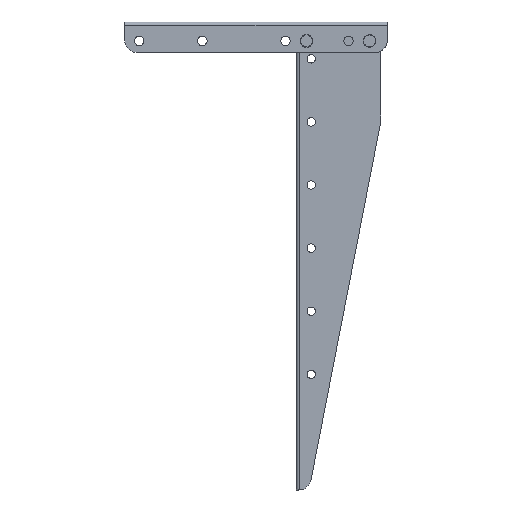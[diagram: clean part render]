
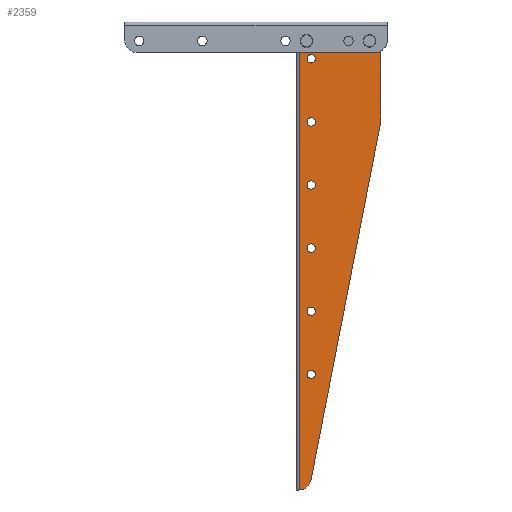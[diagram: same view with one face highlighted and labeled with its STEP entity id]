
A CAD part, left-side view. The second image highlights one B-rep face of the part: STEP entity #2359.
In plain terms, the highlighted planar face has unit normal (-1, 0, 0).
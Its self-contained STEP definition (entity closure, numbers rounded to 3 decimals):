
#54 = LINE ( 'NONE', #3522, #264 ) ;
#57 = LINE ( 'NONE', #563, #141 ) ;
#141 = VECTOR ( 'NONE', #582, 1000. ) ;
#203 = CIRCLE ( 'NONE', #1011, 4. ) ;
#264 = VECTOR ( 'NONE', #3519, 1000. ) ;
#279 = CIRCLE ( 'NONE', #1014, 4. ) ;
#353 = ORIENTED_EDGE ( 'NONE', *, *, #969, .T. ) ;
#396 = ORIENTED_EDGE ( 'NONE', *, *, #4372, .T. ) ;
#414 = ORIENTED_EDGE ( 'NONE', *, *, #2977, .T. ) ;
#456 = ORIENTED_EDGE ( 'NONE', *, *, #3497, .T. ) ;
#492 = ORIENTED_EDGE ( 'NONE', *, *, #968, .T. ) ;
#522 = ORIENTED_EDGE ( 'NONE', *, *, #4036, .T. ) ;
#525 = ORIENTED_EDGE ( 'NONE', *, *, #3491, .T. ) ;
#562 = DIRECTION ( 'NONE',  ( 0., 0., -1. ) ) ;
#563 = CARTESIAN_POINT ( 'NONE',  ( -22., -46.827, -5. ) ) ;
#566 = CARTESIAN_POINT ( 'NONE',  ( -22., -58.327, -335. ) ) ;
#567 = DIRECTION ( 'NONE',  ( 1., 0., 0. ) ) ;
#568 = CARTESIAN_POINT ( 'NONE',  ( -22., -58.327, -215. ) ) ;
#582 = DIRECTION ( 'NONE',  ( 0., 0., -1. ) ) ;
#585 = DIRECTION ( 'NONE',  ( 1., 0., 0. ) ) ;
#592 = DIRECTION ( 'NONE',  ( 0., 0., -1. ) ) ;
#837 = CARTESIAN_POINT ( 'NONE',  ( -22., -46.435, -433. ) ) ;
#838 = DIRECTION ( 'NONE',  ( -1., 0., 0. ) ) ;
#839 = DIRECTION ( 'NONE',  ( 0., 0., -1. ) ) ;
#862 = CARTESIAN_POINT ( 'NONE',  ( -22., -124.327, -95.17 ) ) ;
#863 = CARTESIAN_POINT ( 'NONE',  ( -22., -58.327, -155. ) ) ;
#864 = DIRECTION ( 'NONE',  ( 1., 0., 0. ) ) ;
#865 = DIRECTION ( 'NONE',  ( 0., 0., -1. ) ) ;
#870 = DIRECTION ( 'NONE',  ( 0., -0.191, 0.982 ) ) ;
#873 = CARTESIAN_POINT ( 'NONE',  ( -22., -58.327, -35. ) ) ;
#874 = DIRECTION ( 'NONE',  ( 1., 0., 0. ) ) ;
#875 = DIRECTION ( 'NONE',  ( 0., 0., -1. ) ) ;
#888 = CARTESIAN_POINT ( 'NONE',  ( -22., -58.327, -275. ) ) ;
#889 = DIRECTION ( 'NONE',  ( 1., 0., 0. ) ) ;
#890 = DIRECTION ( 'NONE',  ( 0., 0., -1. ) ) ;
#941 = CARTESIAN_POINT ( 'NONE',  ( -22., 119.173, -29. ) ) ;
#949 = CARTESIAN_POINT ( 'NONE',  ( -22., -58.327, -95. ) ) ;
#950 = DIRECTION ( 'NONE',  ( 1., 0., 0. ) ) ;
#951 = DIRECTION ( 'NONE',  ( 0., 0., -1. ) ) ;
#959 = EDGE_CURVE ( 'NONE', #2501, #2501, #203, .T. ) ;
#968 = EDGE_CURVE ( 'NONE', #2507, #2507, #279, .T. ) ;
#969 = EDGE_CURVE ( 'NONE', #5021, #4859, #57, .T. ) ;
#980 = EDGE_CURVE ( 'NONE', #5040, #4688, #54, .T. ) ;
#1011 = AXIS2_PLACEMENT_3D ( 'NONE', #566, #585, #562 ) ;
#1014 = AXIS2_PLACEMENT_3D ( 'NONE', #568, #567, #592 ) ;
#1126 = AXIS2_PLACEMENT_3D ( 'NONE', #2245, #2233, #2246 ) ;
#1524 = AXIS2_PLACEMENT_3D ( 'NONE', #837, #838, #839 ) ;
#1528 = AXIS2_PLACEMENT_3D ( 'NONE', #863, #864, #865 ) ;
#1529 = AXIS2_PLACEMENT_3D ( 'NONE', #873, #874, #875 ) ;
#1533 = AXIS2_PLACEMENT_3D ( 'NONE', #888, #889, #890 ) ;
#1544 = AXIS2_PLACEMENT_3D ( 'NONE', #949, #950, #951 ) ;
#1623 = AXIS2_PLACEMENT_3D ( 'NONE', #1732, #1733, #1734 ) ;
#1732 = CARTESIAN_POINT ( 'NONE',  ( -22., -118.827, -17. ) ) ;
#1733 = DIRECTION ( 'NONE',  ( 1., 0., 0. ) ) ;
#1734 = DIRECTION ( 'NONE',  ( 0., -1., 0. ) ) ;
#2023 = DIRECTION ( 'NONE',  ( 0., 1., 0. ) ) ;
#2233 = DIRECTION ( 'NONE',  ( -1., 0., 0. ) ) ;
#2240 = PLANE ( 'NONE',  #1126 ) ;
#2245 = CARTESIAN_POINT ( 'NONE',  ( -22., -124.327, -5. ) ) ;
#2246 = DIRECTION ( 'NONE',  ( 0., -1., 0. ) ) ;
#2359 = ADVANCED_FACE ( 'NONE', ( #3332, #3381, #3349, #3340, #3319, #3369, #3375 ), #2240, .T. ) ;
#2501 = VERTEX_POINT ( 'NONE', #2833 ) ;
#2507 = VERTEX_POINT ( 'NONE', #2843 ) ;
#2509 = VERTEX_POINT ( 'NONE', #2849 ) ;
#2510 = VERTEX_POINT ( 'NONE', #2850 ) ;
#2513 = VERTEX_POINT ( 'NONE', #2853 ) ;
#2517 = VERTEX_POINT ( 'NONE', #2857 ) ;
#2659 = CARTESIAN_POINT ( 'NONE',  ( -22., -124.327, -95.17 ) ) ;
#2679 = CARTESIAN_POINT ( 'NONE',  ( -22., -118.827, -29. ) ) ;
#2724 = CARTESIAN_POINT ( 'NONE',  ( -22., -58.215, -435.29 ) ) ;
#2745 = CARTESIAN_POINT ( 'NONE',  ( -22., -46.827, -444.994 ) ) ;
#2825 = CARTESIAN_POINT ( 'NONE',  ( -22., -46.827, -29. ) ) ;
#2833 = CARTESIAN_POINT ( 'NONE',  ( -22., -58.327, -339. ) ) ;
#2838 = CARTESIAN_POINT ( 'NONE',  ( -22., -124.327, -27.665 ) ) ;
#2843 = CARTESIAN_POINT ( 'NONE',  ( -22., -58.327, -219. ) ) ;
#2849 = CARTESIAN_POINT ( 'NONE',  ( -22., -58.327, -159. ) ) ;
#2850 = CARTESIAN_POINT ( 'NONE',  ( -22., -58.327, -39. ) ) ;
#2853 = CARTESIAN_POINT ( 'NONE',  ( -22., -58.327, -279. ) ) ;
#2857 = CARTESIAN_POINT ( 'NONE',  ( -22., -58.327, -99. ) ) ;
#2967 = EDGE_CURVE ( 'NONE', #4859, #4813, #3924, .T. ) ;
#2977 = EDGE_CURVE ( 'NONE', #2509, #2509, #3896, .T. ) ;
#3050 = LINE ( 'NONE', #941, #3086 ) ;
#3086 = VECTOR ( 'NONE', #2023, 1000. ) ;
#3319 = FACE_BOUND ( 'NONE', #3727, .T. ) ;
#3332 = FACE_BOUND ( 'NONE', #3852, .T. ) ;
#3340 = FACE_BOUND ( 'NONE', #3831, .T. ) ;
#3349 = FACE_BOUND ( 'NONE', #3858, .T. ) ;
#3369 = FACE_BOUND ( 'NONE', #3796, .T. ) ;
#3375 = FACE_OUTER_BOUND ( 'NONE', #3854, .T. ) ;
#3381 = FACE_BOUND ( 'NONE', #3865, .T. ) ;
#3432 = CIRCLE ( 'NONE', #1623, 12. ) ;
#3491 = EDGE_CURVE ( 'NONE', #4813, #4688, #3920, .T. ) ;
#3493 = EDGE_CURVE ( 'NONE', #2510, #2510, #3981, .T. ) ;
#3497 = EDGE_CURVE ( 'NONE', #2513, #2513, #3997, .T. ) ;
#3519 = DIRECTION ( 'NONE',  ( 0., 0., -1. ) ) ;
#3522 = CARTESIAN_POINT ( 'NONE',  ( -22., -124.327, -5. ) ) ;
#3727 = EDGE_LOOP ( 'NONE', ( #456 ) ) ;
#3796 = EDGE_LOOP ( 'NONE', ( #4667 ) ) ;
#3831 = EDGE_LOOP ( 'NONE', ( #414 ) ) ;
#3852 = EDGE_LOOP ( 'NONE', ( #4922 ) ) ;
#3854 = EDGE_LOOP ( 'NONE', ( #396, #522, #353, #4826, #525, #5044 ) ) ;
#3858 = EDGE_LOOP ( 'NONE', ( #4892 ) ) ;
#3865 = EDGE_LOOP ( 'NONE', ( #492 ) ) ;
#3896 = CIRCLE ( 'NONE', #1528, 4. ) ;
#3920 = LINE ( 'NONE', #862, #3965 ) ;
#3924 = CIRCLE ( 'NONE', #1524, 12. ) ;
#3958 = CIRCLE ( 'NONE', #1544, 4. ) ;
#3965 = VECTOR ( 'NONE', #870, 1000. ) ;
#3981 = CIRCLE ( 'NONE', #1529, 4. ) ;
#3997 = CIRCLE ( 'NONE', #1533, 4. ) ;
#4032 = EDGE_CURVE ( 'NONE', #2517, #2517, #3958, .T. ) ;
#4036 = EDGE_CURVE ( 'NONE', #4735, #5021, #3050, .T. ) ;
#4372 = EDGE_CURVE ( 'NONE', #5040, #4735, #3432, .T. ) ;
#4667 = ORIENTED_EDGE ( 'NONE', *, *, #4032, .T. ) ;
#4688 = VERTEX_POINT ( 'NONE', #2659 ) ;
#4735 = VERTEX_POINT ( 'NONE', #2679 ) ;
#4813 = VERTEX_POINT ( 'NONE', #2724 ) ;
#4826 = ORIENTED_EDGE ( 'NONE', *, *, #2967, .T. ) ;
#4859 = VERTEX_POINT ( 'NONE', #2745 ) ;
#4892 = ORIENTED_EDGE ( 'NONE', *, *, #3493, .T. ) ;
#4922 = ORIENTED_EDGE ( 'NONE', *, *, #959, .T. ) ;
#5021 = VERTEX_POINT ( 'NONE', #2825 ) ;
#5040 = VERTEX_POINT ( 'NONE', #2838 ) ;
#5044 = ORIENTED_EDGE ( 'NONE', *, *, #980, .F. ) ;
